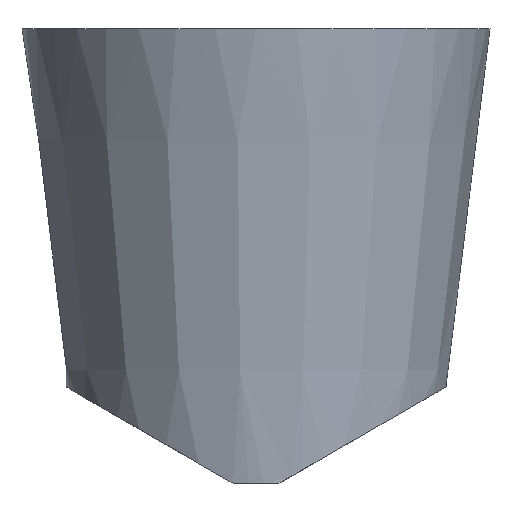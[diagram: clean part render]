
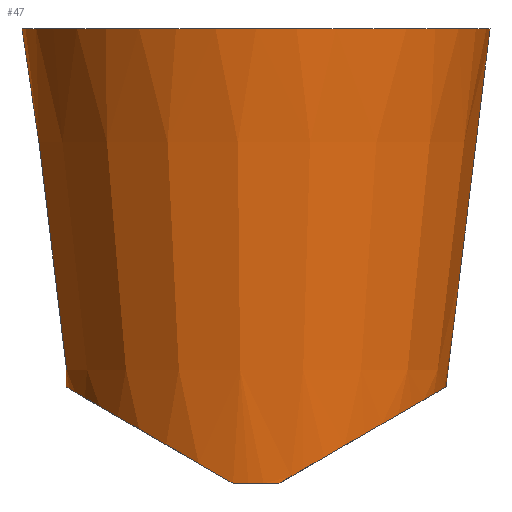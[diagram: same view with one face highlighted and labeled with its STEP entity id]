
A CAD part, front view. The second image highlights one B-rep face of the part: STEP entity #47.
In plain terms, the highlighted conical face has half-angle 7 degrees and reference radius 3.187 mm.
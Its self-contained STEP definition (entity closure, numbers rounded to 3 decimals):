
#47=ADVANCED_FACE('',(#53,#54),#52,.T.);
#52=CONICAL_SURFACE('',#128,3.187,7.);
#53=FACE_BOUND('',#55,.T.);
#54=FACE_BOUND('',#56,.T.);
#55=EDGE_LOOP('',(#63,#64,#65,#66));
#56=EDGE_LOOP('',(#67));
#61=ELLIPSE('',#124,2.78,2.401);
#62=ELLIPSE('',#126,2.78,2.401);
#63=ORIENTED_EDGE('',*,*,#82,.T.);
#64=ORIENTED_EDGE('',*,*,#83,.F.);
#65=ORIENTED_EDGE('',*,*,#84,.T.);
#66=ORIENTED_EDGE('',*,*,#85,.F.);
#67=ORIENTED_EDGE('',*,*,#86,.T.);
#77=VERTEX_POINT('',#181);
#78=VERTEX_POINT('',#182);
#79=VERTEX_POINT('',#184);
#80=VERTEX_POINT('',#186);
#81=VERTEX_POINT('',#189);
#82=EDGE_CURVE('',#77,#78,#89,.T.);
#83=EDGE_CURVE('',#79,#78,#61,.T.);
#84=EDGE_CURVE('',#79,#80,#90,.T.);
#85=EDGE_CURVE('',#77,#80,#62,.T.);
#86=EDGE_CURVE('',#81,#81,#91,.T.);
#89=CIRCLE('',#123,2.417);
#90=CIRCLE('',#125,2.417);
#91=CIRCLE('',#127,3.175);
#123=AXIS2_PLACEMENT_3D('',#180,#139,#140);
#124=AXIS2_PLACEMENT_3D('',#183,#141,#142);
#125=AXIS2_PLACEMENT_3D('',#185,#143,#144);
#126=AXIS2_PLACEMENT_3D('',#187,#145,#146);
#127=AXIS2_PLACEMENT_3D('',#188,#147,#148);
#128=AXIS2_PLACEMENT_3D('',#190,#149,#150);
#139=DIRECTION('',(0.,0.,1.));
#140=DIRECTION('',(1.,0.,0.));
#141=DIRECTION('',(0.5,0.,-0.866));
#142=DIRECTION('',(0.866,0.,0.5));
#143=DIRECTION('',(0.,0.,1.));
#144=DIRECTION('',(1.,0.,0.));
#145=DIRECTION('',(-0.5,0.,-0.866));
#146=DIRECTION('',(-0.866,0.,0.5));
#147=DIRECTION('',(0.,0.,-1.));
#148=DIRECTION('',(1.,0.,0.));
#149=DIRECTION('',(0.,0.,1.));
#150=DIRECTION('',(1.,0.,0.));
#180=CARTESIAN_POINT('',(0.,0.,-6.17));
#181=CARTESIAN_POINT('',(-0.312,-2.397,-6.17));
#182=CARTESIAN_POINT('',(0.312,-2.397,-6.17));
#183=CARTESIAN_POINT('',(0.171,0.,-6.251));
#184=CARTESIAN_POINT('',(0.312,2.397,-6.17));
#185=CARTESIAN_POINT('',(0.,0.,-6.17));
#186=CARTESIAN_POINT('',(-0.312,2.397,-6.17));
#187=CARTESIAN_POINT('',(-0.171,0.,-6.251));
#188=CARTESIAN_POINT('',(0.,0.,0.));
#189=CARTESIAN_POINT('',(3.175,0.,0.));
#190=CARTESIAN_POINT('',(0.,0.,0.1));
